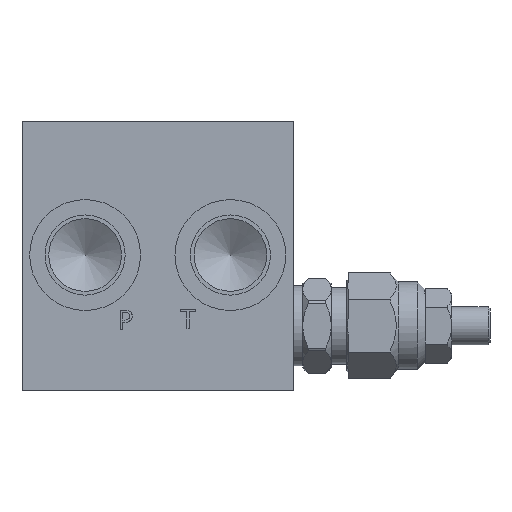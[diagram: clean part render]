
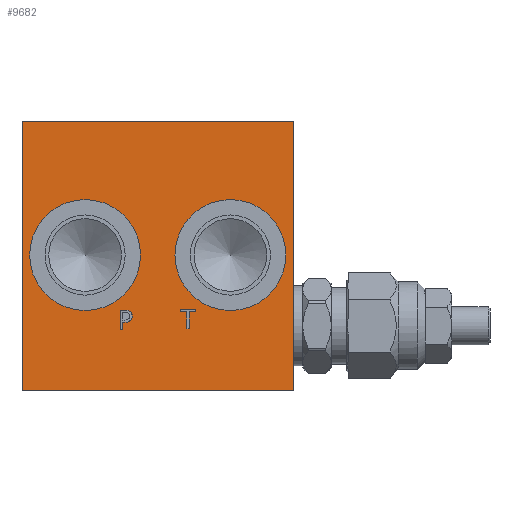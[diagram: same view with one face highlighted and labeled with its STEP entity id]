
A CAD part, left-side view. The second image highlights one B-rep face of the part: STEP entity #9682.
In plain terms, the highlighted planar face has unit normal (-1, 0, 0).
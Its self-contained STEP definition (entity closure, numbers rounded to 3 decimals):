
#170=B_SPLINE_CURVE_WITH_KNOTS('',2,(#14560,#14561,#14562,#14563),
 .UNSPECIFIED.,.F.,.F.,(3,1,3),(0.,1.,2.),.UNSPECIFIED.);
#172=B_SPLINE_CURVE_WITH_KNOTS('',2,(#14581,#14582,#14583,#14584),
 .UNSPECIFIED.,.F.,.F.,(3,1,3),(0.,1.,2.),.UNSPECIFIED.);
#174=B_SPLINE_CURVE_WITH_KNOTS('',2,(#14630,#14631,#14632,#14633),
 .UNSPECIFIED.,.F.,.F.,(3,1,3),(0.,1.,2.),.UNSPECIFIED.);
#176=B_SPLINE_CURVE_WITH_KNOTS('',2,(#14648,#14649,#14650,#14651),
 .UNSPECIFIED.,.F.,.F.,(3,1,3),(0.,1.,2.),.UNSPECIFIED.);
#601=LINE('',#14034,#1415);
#698=LINE('',#14593,#1512);
#701=LINE('',#14599,#1515);
#704=LINE('',#14605,#1518);
#707=LINE('',#14611,#1521);
#710=LINE('',#14617,#1524);
#714=LINE('',#14660,#1528);
#718=LINE('',#14668,#1532);
#721=LINE('',#14674,#1535);
#724=LINE('',#14680,#1538);
#727=LINE('',#14686,#1541);
#730=LINE('',#14692,#1544);
#733=LINE('',#14698,#1547);
#736=LINE('',#14703,#1550);
#738=LINE('',#14709,#1552);
#739=LINE('',#14710,#1553);
#740=LINE('',#14711,#1554);
#1415=VECTOR('',#11238,70.5);
#1512=VECTOR('',#11419,1.256);
#1515=VECTOR('',#11424,5.);
#1518=VECTOR('',#11429,0.665);
#1521=VECTOR('',#11434,1.864);
#1524=VECTOR('',#11439,0.563);
#1528=VECTOR('',#11447,0.665);
#1532=VECTOR('',#11453,4.408);
#1535=VECTOR('',#11458,1.677);
#1538=VECTOR('',#11463,0.592);
#1541=VECTOR('',#11468,4.019);
#1544=VECTOR('',#11473,0.592);
#1547=VECTOR('',#11478,1.677);
#1550=VECTOR('',#11483,4.408);
#1552=VECTOR('',#11489,70.5);
#1553=VECTOR('',#11490,71.);
#1554=VECTOR('',#11491,71.);
#2210=FACE_BOUND('',#3563,.T.);
#2211=FACE_BOUND('',#3564,.T.);
#2212=FACE_BOUND('',#3565,.T.);
#2213=FACE_BOUND('',#3566,.T.);
#2478=PLANE('',#10282);
#2911=FACE_OUTER_BOUND('',#3562,.T.);
#3562=EDGE_LOOP('',(#7534,#7535,#7536,#7537));
#3563=EDGE_LOOP('',(#7538));
#3564=EDGE_LOOP('',(#7539));
#3565=EDGE_LOOP('',(#7540,#7541,#7542,#7543,#7544,#7545,#7546,#7547));
#3566=EDGE_LOOP('',(#7548,#7549,#7550,#7551,#7552,#7553,#7554,#7555,#7556));
#4187=CIRCLE('',#10283,14.5);
#4188=CIRCLE('',#10284,14.5);
#4553=VERTEX_POINT('',#14032);
#4554=VERTEX_POINT('',#14033);
#4648=VERTEX_POINT('',#14558);
#4649=VERTEX_POINT('',#14559);
#4652=VERTEX_POINT('',#14580);
#4654=VERTEX_POINT('',#14592);
#4656=VERTEX_POINT('',#14598);
#4658=VERTEX_POINT('',#14604);
#4660=VERTEX_POINT('',#14610);
#4662=VERTEX_POINT('',#14616);
#4664=VERTEX_POINT('',#14629);
#4666=VERTEX_POINT('',#14658);
#4667=VERTEX_POINT('',#14659);
#4670=VERTEX_POINT('',#14667);
#4672=VERTEX_POINT('',#14673);
#4674=VERTEX_POINT('',#14679);
#4676=VERTEX_POINT('',#14685);
#4678=VERTEX_POINT('',#14691);
#4680=VERTEX_POINT('',#14697);
#4682=VERTEX_POINT('',#14707);
#4683=VERTEX_POINT('',#14708);
#4684=VERTEX_POINT('',#14712);
#4685=VERTEX_POINT('',#14714);
#5594=EDGE_CURVE('',#4553,#4554,#601,.T.);
#5731=EDGE_CURVE('',#4648,#4649,#170,.T.);
#5735=EDGE_CURVE('',#4652,#4648,#172,.T.);
#5738=EDGE_CURVE('',#4654,#4652,#698,.T.);
#5741=EDGE_CURVE('',#4656,#4654,#701,.T.);
#5744=EDGE_CURVE('',#4658,#4656,#704,.T.);
#5747=EDGE_CURVE('',#4660,#4658,#707,.T.);
#5750=EDGE_CURVE('',#4662,#4660,#710,.T.);
#5753=EDGE_CURVE('',#4664,#4662,#174,.T.);
#5756=EDGE_CURVE('',#4649,#4664,#176,.T.);
#5758=EDGE_CURVE('',#4666,#4667,#714,.T.);
#5762=EDGE_CURVE('',#4670,#4666,#718,.T.);
#5765=EDGE_CURVE('',#4672,#4670,#721,.T.);
#5768=EDGE_CURVE('',#4674,#4672,#724,.T.);
#5771=EDGE_CURVE('',#4676,#4674,#727,.T.);
#5774=EDGE_CURVE('',#4678,#4676,#730,.T.);
#5777=EDGE_CURVE('',#4680,#4678,#733,.T.);
#5780=EDGE_CURVE('',#4667,#4680,#736,.T.);
#5782=EDGE_CURVE('',#4682,#4683,#738,.T.);
#5783=EDGE_CURVE('',#4554,#4683,#739,.T.);
#5784=EDGE_CURVE('',#4682,#4553,#740,.T.);
#5785=EDGE_CURVE('',#4684,#4684,#4187,.T.);
#5786=EDGE_CURVE('',#4685,#4685,#4188,.T.);
#7534=ORIENTED_EDGE('',*,*,#5782,.T.);
#7535=ORIENTED_EDGE('',*,*,#5783,.F.);
#7536=ORIENTED_EDGE('',*,*,#5594,.F.);
#7537=ORIENTED_EDGE('',*,*,#5784,.F.);
#7538=ORIENTED_EDGE('',*,*,#5785,.T.);
#7539=ORIENTED_EDGE('',*,*,#5786,.T.);
#7540=ORIENTED_EDGE('',*,*,#5758,.T.);
#7541=ORIENTED_EDGE('',*,*,#5780,.T.);
#7542=ORIENTED_EDGE('',*,*,#5777,.T.);
#7543=ORIENTED_EDGE('',*,*,#5774,.T.);
#7544=ORIENTED_EDGE('',*,*,#5771,.T.);
#7545=ORIENTED_EDGE('',*,*,#5768,.T.);
#7546=ORIENTED_EDGE('',*,*,#5765,.T.);
#7547=ORIENTED_EDGE('',*,*,#5762,.T.);
#7548=ORIENTED_EDGE('',*,*,#5731,.T.);
#7549=ORIENTED_EDGE('',*,*,#5756,.T.);
#7550=ORIENTED_EDGE('',*,*,#5753,.T.);
#7551=ORIENTED_EDGE('',*,*,#5750,.T.);
#7552=ORIENTED_EDGE('',*,*,#5747,.T.);
#7553=ORIENTED_EDGE('',*,*,#5744,.T.);
#7554=ORIENTED_EDGE('',*,*,#5741,.T.);
#7555=ORIENTED_EDGE('',*,*,#5738,.T.);
#7556=ORIENTED_EDGE('',*,*,#5735,.T.);
#9682=ADVANCED_FACE('',(#2911,#2210,#2211,#2212,#2213),#2478,.F.);
#10282=AXIS2_PLACEMENT_3D('',#14706,#11487,#11488);
#10283=AXIS2_PLACEMENT_3D('',#14713,#11492,#11493);
#10284=AXIS2_PLACEMENT_3D('',#14715,#11494,#11495);
#11238=DIRECTION('',(0.,0.,-1.));
#11419=DIRECTION('',(0.,-1.,0.));
#11424=DIRECTION('',(0.,0.,1.));
#11429=DIRECTION('',(0.,1.,0.));
#11434=DIRECTION('',(0.,0.,-1.));
#11439=DIRECTION('',(0.,1.,0.));
#11447=DIRECTION('',(0.,1.,0.));
#11453=DIRECTION('',(0.,0.,-1.));
#11458=DIRECTION('',(0.,1.,0.));
#11463=DIRECTION('',(0.,0.,-1.));
#11468=DIRECTION('',(0.,-1.,0.));
#11473=DIRECTION('',(0.,0.,1.));
#11478=DIRECTION('',(0.,1.,0.));
#11483=DIRECTION('',(0.,0.,1.));
#11487=DIRECTION('center_axis',(1.,0.,0.));
#11488=DIRECTION('ref_axis',(0.,0.,-1.));
#11489=DIRECTION('',(0.,0.,-1.));
#11490=DIRECTION('',(0.,1.,0.));
#11491=DIRECTION('',(0.,-1.,0.));
#11492=DIRECTION('center_axis',(1.,0.,0.));
#11493=DIRECTION('ref_axis',(0.,1.,0.));
#11494=DIRECTION('center_axis',(1.,0.,0.));
#11495=DIRECTION('ref_axis',(0.,1.,0.));
#14032=CARTESIAN_POINT('',(555.5,0.,115.5));
#14033=CARTESIAN_POINT('',(555.5,0.,45.));
#14034=CARTESIAN_POINT('',(555.5,0.,80.25));
#14558=CARTESIAN_POINT('',(555.5,42.766,65.746));
#14559=CARTESIAN_POINT('',(555.5,42.17,64.551));
#14560=CARTESIAN_POINT('Ctrl Pts',(555.5,42.766,65.746));
#14561=CARTESIAN_POINT('Ctrl Pts',(555.5,42.486,65.556));
#14562=CARTESIAN_POINT('Ctrl Pts',(555.5,42.17,64.968));
#14563=CARTESIAN_POINT('Ctrl Pts',(555.5,42.17,64.551));
#14580=CARTESIAN_POINT('',(555.5,44.074,66.058));
#14581=CARTESIAN_POINT('Ctrl Pts',(555.5,44.074,66.058));
#14582=CARTESIAN_POINT('Ctrl Pts',(555.5,43.629,66.058));
#14583=CARTESIAN_POINT('Ctrl Pts',(555.5,43.005,65.912));
#14584=CARTESIAN_POINT('Ctrl Pts',(555.5,42.766,65.746));
#14592=CARTESIAN_POINT('',(555.5,45.331,66.058));
#14593=CARTESIAN_POINT('',(555.5,40.415,66.058));
#14598=CARTESIAN_POINT('',(555.5,45.331,61.058));
#14599=CARTESIAN_POINT('',(555.5,45.331,70.654));
#14604=CARTESIAN_POINT('',(555.5,44.666,61.058));
#14605=CARTESIAN_POINT('',(555.5,40.083,61.058));
#14610=CARTESIAN_POINT('',(555.5,44.666,62.922));
#14611=CARTESIAN_POINT('',(555.5,44.666,71.586));
#14616=CARTESIAN_POINT('',(555.5,44.103,62.922));
#14617=CARTESIAN_POINT('',(555.5,39.801,62.922));
#14629=CARTESIAN_POINT('',(555.5,42.608,63.441));
#14630=CARTESIAN_POINT('Ctrl Pts',(555.5,42.608,63.441));
#14631=CARTESIAN_POINT('Ctrl Pts',(555.5,42.867,63.185));
#14632=CARTESIAN_POINT('Ctrl Pts',(555.5,43.568,62.922));
#14633=CARTESIAN_POINT('Ctrl Pts',(555.5,44.103,62.922));
#14648=CARTESIAN_POINT('Ctrl Pts',(555.5,42.17,64.551));
#14649=CARTESIAN_POINT('Ctrl Pts',(555.5,42.17,64.227));
#14650=CARTESIAN_POINT('Ctrl Pts',(555.5,42.401,63.643));
#14651=CARTESIAN_POINT('Ctrl Pts',(555.5,42.608,63.441));
#14658=CARTESIAN_POINT('',(555.5,27.23,61.288));
#14659=CARTESIAN_POINT('',(555.5,27.894,61.288));
#14660=CARTESIAN_POINT('',(555.5,31.365,61.288));
#14667=CARTESIAN_POINT('',(555.5,27.23,65.697));
#14668=CARTESIAN_POINT('',(555.5,27.23,72.973));
#14673=CARTESIAN_POINT('',(555.5,25.552,65.697));
#14674=CARTESIAN_POINT('',(555.5,30.526,65.697));
#14679=CARTESIAN_POINT('',(555.5,25.552,66.288));
#14680=CARTESIAN_POINT('',(555.5,25.552,73.269));
#14685=CARTESIAN_POINT('',(555.5,29.572,66.288));
#14686=CARTESIAN_POINT('',(555.5,32.536,66.288));
#14691=CARTESIAN_POINT('',(555.5,29.572,65.697));
#14692=CARTESIAN_POINT('',(555.5,29.572,72.973));
#14697=CARTESIAN_POINT('',(555.5,27.894,65.697));
#14698=CARTESIAN_POINT('',(555.5,31.697,65.697));
#14703=CARTESIAN_POINT('',(555.5,27.894,70.769));
#14706=CARTESIAN_POINT('Origin',(555.5,35.5,80.25));
#14707=CARTESIAN_POINT('',(555.5,71.,115.5));
#14708=CARTESIAN_POINT('',(555.5,71.,45.));
#14709=CARTESIAN_POINT('',(555.5,71.,80.25));
#14710=CARTESIAN_POINT('',(555.5,35.5,45.));
#14711=CARTESIAN_POINT('',(555.5,35.5,115.5));
#14712=CARTESIAN_POINT('',(555.5,40.,80.5));
#14713=CARTESIAN_POINT('Origin',(555.5,54.5,80.5));
#14714=CARTESIAN_POINT('',(555.5,2.,80.5));
#14715=CARTESIAN_POINT('Origin',(555.5,16.5,80.5));
